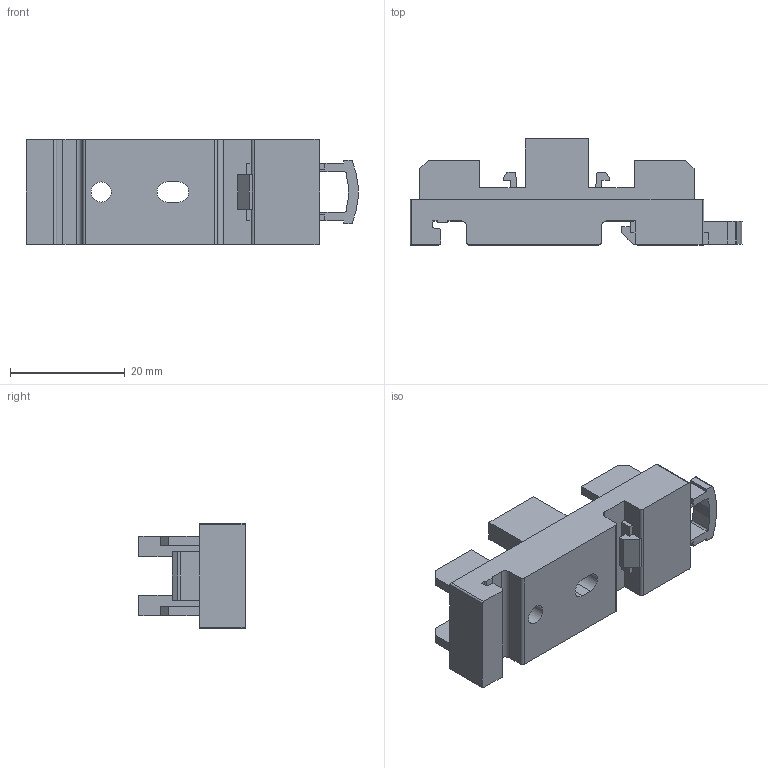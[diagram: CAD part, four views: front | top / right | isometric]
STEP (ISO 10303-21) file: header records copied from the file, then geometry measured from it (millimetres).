
FILE_DESCRIPTION(/* description */ ('STEP AP214'),/* implementation_level */ '2;1');
FILE_NAME(/* name */ '195279_VN-T4-BP-NRH',/* time_stamp */ '2024-09-11T10:25:34+02:00',/* author */ ('License CC BY-ND 4.0'),/* organization */ ('CADENAS'),/* preprocessor_version */ 'ST-DEVELOPER v19.3',/* originating_system */ 'PARTsolutions',/* authorisation */ ' ');
FILE_SCHEMA (('AUTOMOTIVE_DESIGN {1 0 10303 214 3 1 1}'));
Length unit declared in the file: millimetre
Products named in the file (1): 195279 VN-T4-BP-NRH
Bounding box: 57.86 x 18.5 x 18.4 mm (x, y, z)
Volume: 7773.3 mm3; surface area: 5297.6 mm2
Topology: 1 solids, 1 shells, 129 faces, 369 edges, 246 vertices
Faces by surface type: plane 106, cylinder 23
Full cylindrical faces by diameter (mm): 3.5 x1
Entity records: 5105 total; most frequent: CARTESIAN_POINT 744, ORIENTED_EDGE 736, DIRECTION 676, EDGE_CURVE 368, LINE 320, VECTOR 320, VERTEX_POINT 246, AXIS2_PLACEMENT_3D 178
